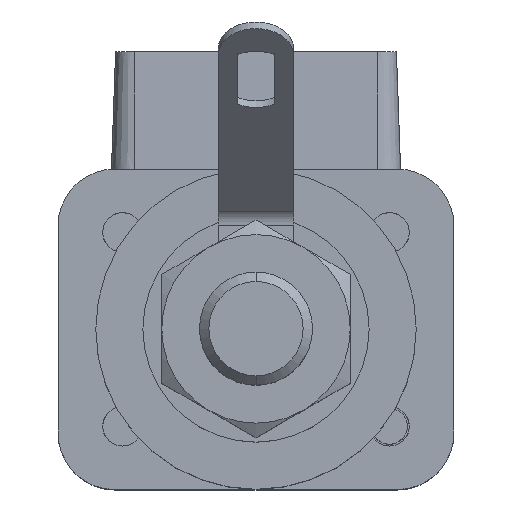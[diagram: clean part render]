
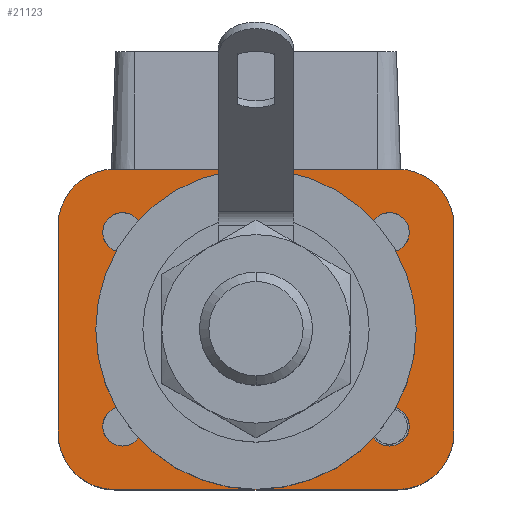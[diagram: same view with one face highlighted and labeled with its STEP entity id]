
A CAD part, top view. The second image highlights one B-rep face of the part: STEP entity #21123.
In plain terms, the highlighted planar face has unit normal (0, 0, 1).
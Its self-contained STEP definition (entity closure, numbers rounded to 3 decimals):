
#20139=DIRECTION('',(0.,-1.,0.));
#20140=VECTOR('',#20139,11.);
#20141=CARTESIAN_POINT('',(-10.5,5.5,2.));
#20142=LINE('',#20141,#20140);
#20143=CARTESIAN_POINT('',(-7.5,5.5,2.));
#20144=DIRECTION('',(0.,0.,1.));
#20145=DIRECTION('',(0.,1.,0.));
#20146=AXIS2_PLACEMENT_3D('',#20143,#20144,#20145);
#20148=DIRECTION('',(-1.,0.,0.));
#20149=VECTOR('',#20148,15.);
#20150=CARTESIAN_POINT('',(7.5,8.5,2.));
#20151=LINE('',#20150,#20149);
#20152=CARTESIAN_POINT('',(7.5,5.5,2.));
#20153=DIRECTION('',(0.,0.,1.));
#20154=DIRECTION('',(1.,0.,0.));
#20155=AXIS2_PLACEMENT_3D('',#20152,#20153,#20154);
#20157=DIRECTION('',(0.,1.,0.));
#20158=VECTOR('',#20157,11.);
#20159=CARTESIAN_POINT('',(10.5,-5.5,2.));
#20160=LINE('',#20159,#20158);
#20161=CARTESIAN_POINT('',(7.5,-5.5,2.));
#20162=DIRECTION('',(0.,0.,1.));
#20163=DIRECTION('',(0.,-1.,0.));
#20164=AXIS2_PLACEMENT_3D('',#20161,#20162,#20163);
#20166=DIRECTION('',(1.,0.,0.));
#20167=VECTOR('',#20166,15.);
#20168=CARTESIAN_POINT('',(-7.5,-8.5,2.));
#20169=LINE('',#20168,#20167);
#20170=CARTESIAN_POINT('',(-7.5,-5.5,2.));
#20171=DIRECTION('',(0.,0.,1.));
#20172=DIRECTION('',(-1.,0.,0.));
#20173=AXIS2_PLACEMENT_3D('',#20170,#20171,#20172);
#20175=CARTESIAN_POINT('',(0.,-4.5,2.));
#20176=DIRECTION('',(0.,0.,1.));
#20177=DIRECTION('',(-1.,-0.009,0.));
#20178=AXIS2_PLACEMENT_3D('',#20175,#20176,#20177);
#20180=CARTESIAN_POINT('',(-7.079,5.143,2.));
#20181=DIRECTION('',(0.,0.,-1.));
#20182=DIRECTION('',(-1.,0.,0.));
#20183=AXIS2_PLACEMENT_3D('',#20180,#20181,#20182);
#20185=CARTESIAN_POINT('',(-7.079,5.143,2.));
#20186=DIRECTION('',(0.,0.,-1.));
#20187=DIRECTION('',(1.,0.,0.));
#20188=AXIS2_PLACEMENT_3D('',#20185,#20186,#20187);
#20190=CARTESIAN_POINT('',(7.079,5.143,2.));
#20191=DIRECTION('',(0.,0.,-1.));
#20192=DIRECTION('',(-1.,0.,0.));
#20193=AXIS2_PLACEMENT_3D('',#20190,#20191,#20192);
#20195=CARTESIAN_POINT('',(7.079,5.143,2.));
#20196=DIRECTION('',(0.,0.,-1.));
#20197=DIRECTION('',(1.,0.,0.));
#20198=AXIS2_PLACEMENT_3D('',#20195,#20196,#20197);
#20200=CARTESIAN_POINT('',(-7.079,-5.143,2.));
#20201=DIRECTION('',(0.,0.,-1.));
#20202=DIRECTION('',(-1.,0.,0.));
#20203=AXIS2_PLACEMENT_3D('',#20200,#20201,#20202);
#20205=CARTESIAN_POINT('',(-7.079,-5.143,2.));
#20206=DIRECTION('',(0.,0.,-1.));
#20207=DIRECTION('',(1.,0.,0.));
#20208=AXIS2_PLACEMENT_3D('',#20205,#20206,#20207);
#20210=CARTESIAN_POINT('',(7.079,-5.143,2.));
#20211=DIRECTION('',(0.,0.,-1.));
#20212=DIRECTION('',(-1.,0.,0.));
#20213=AXIS2_PLACEMENT_3D('',#20210,#20211,#20212);
#20215=CARTESIAN_POINT('',(7.079,-5.143,2.));
#20216=DIRECTION('',(0.,0.,-1.));
#20217=DIRECTION('',(1.,0.,0.));
#20218=AXIS2_PLACEMENT_3D('',#20215,#20216,#20217);
#20220=CARTESIAN_POINT('',(0.,0.,2.));
#20221=DIRECTION('',(0.,0.,-1.));
#20222=DIRECTION('',(-0.388,-0.922,0.));
#20223=AXIS2_PLACEMENT_3D('',#20220,#20221,#20222);
#20601=CARTESIAN_POINT('',(-10.5,5.5,2.));
#20602=CARTESIAN_POINT('',(-10.5,-5.5,2.));
#20603=VERTEX_POINT('',#20601);
#20604=VERTEX_POINT('',#20602);
#20605=CARTESIAN_POINT('',(-7.5,-8.5,2.));
#20606=VERTEX_POINT('',#20605);
#20607=CARTESIAN_POINT('',(7.5,-8.5,2.));
#20608=VERTEX_POINT('',#20607);
#20609=CARTESIAN_POINT('',(10.5,-5.5,2.));
#20610=VERTEX_POINT('',#20609);
#20611=CARTESIAN_POINT('',(10.5,5.5,2.));
#20612=VERTEX_POINT('',#20611);
#20613=CARTESIAN_POINT('',(7.5,8.5,2.));
#20614=VERTEX_POINT('',#20613);
#20615=CARTESIAN_POINT('',(-7.5,8.5,2.));
#20616=VERTEX_POINT('',#20615);
#20617=CARTESIAN_POINT('',(-1.9,-4.517,2.));
#20618=CARTESIAN_POINT('',(1.9,-4.517,2.));
#20619=VERTEX_POINT('',#20617);
#20620=VERTEX_POINT('',#20618);
#20769=CARTESIAN_POINT('',(-8.129,5.143,2.));
#20770=CARTESIAN_POINT('',(-6.029,5.143,2.));
#20771=VERTEX_POINT('',#20769);
#20772=VERTEX_POINT('',#20770);
#20773=CARTESIAN_POINT('',(6.029,5.143,2.));
#20774=CARTESIAN_POINT('',(8.129,5.143,2.));
#20775=VERTEX_POINT('',#20773);
#20776=VERTEX_POINT('',#20774);
#20777=CARTESIAN_POINT('',(-8.129,-5.143,2.));
#20778=CARTESIAN_POINT('',(-6.029,-5.143,2.));
#20779=VERTEX_POINT('',#20777);
#20780=VERTEX_POINT('',#20778);
#20781=CARTESIAN_POINT('',(6.029,-5.143,2.));
#20782=CARTESIAN_POINT('',(8.129,-5.143,2.));
#20783=VERTEX_POINT('',#20781);
#20784=VERTEX_POINT('',#20782);
#21078=CARTESIAN_POINT('',(0.,0.,2.));
#21079=DIRECTION('',(0.,0.,1.));
#21080=DIRECTION('',(1.,0.,0.));
#21081=AXIS2_PLACEMENT_3D('',#21078,#21079,#21080);
#21082=PLANE('',#21081);
#21083=ORIENTED_EDGE('',*,*,#20918,.F.);
#21084=ORIENTED_EDGE('',*,*,#20940,.F.);
#21085=ORIENTED_EDGE('',*,*,#20961,.F.);
#21086=ORIENTED_EDGE('',*,*,#20982,.F.);
#21087=ORIENTED_EDGE('',*,*,#21003,.F.);
#21088=ORIENTED_EDGE('',*,*,#21024,.F.);
#21089=ORIENTED_EDGE('',*,*,#21045,.F.);
#21090=ORIENTED_EDGE('',*,*,#21065,.F.);
#21091=EDGE_LOOP('',(#21083,#21084,#21085,#21086,#21087,#21088,#21089,#21090));
#21092=FACE_OUTER_BOUND('',#21091,.F.);
#21094=ORIENTED_EDGE('',*,*,#21093,.T.);
#21096=ORIENTED_EDGE('',*,*,#21095,.F.);
#21097=EDGE_LOOP('',(#21094,#21096));
#21098=FACE_BOUND('',#21097,.F.);
#21100=ORIENTED_EDGE('',*,*,#21099,.F.);
#21102=ORIENTED_EDGE('',*,*,#21101,.F.);
#21103=EDGE_LOOP('',(#21100,#21102));
#21104=FACE_BOUND('',#21103,.F.);
#21106=ORIENTED_EDGE('',*,*,#21105,.F.);
#21108=ORIENTED_EDGE('',*,*,#21107,.F.);
#21109=EDGE_LOOP('',(#21106,#21108));
#21110=FACE_BOUND('',#21109,.F.);
#21112=ORIENTED_EDGE('',*,*,#21111,.F.);
#21114=ORIENTED_EDGE('',*,*,#21113,.F.);
#21115=EDGE_LOOP('',(#21112,#21114));
#21116=FACE_BOUND('',#21115,.F.);
#21118=ORIENTED_EDGE('',*,*,#21117,.F.);
#21120=ORIENTED_EDGE('',*,*,#21119,.F.);
#21121=EDGE_LOOP('',(#21118,#21120));
#21122=FACE_BOUND('',#21121,.F.);
#21123=ADVANCED_FACE('',(#21092,#21098,#21104,#21110,#21116,#21122),#21082,.T.);
#20147=CIRCLE('',#20146,3.);
#20156=CIRCLE('',#20155,3.);
#20165=CIRCLE('',#20164,3.);
#20174=CIRCLE('',#20173,3.);
#20179=CIRCLE('',#20178,1.9);
#20184=CIRCLE('',#20183,1.05);
#20189=CIRCLE('',#20188,1.05);
#20194=CIRCLE('',#20193,1.05);
#20199=CIRCLE('',#20198,1.05);
#20204=CIRCLE('',#20203,1.05);
#20209=CIRCLE('',#20208,1.05);
#20214=CIRCLE('',#20213,1.05);
#20219=CIRCLE('',#20218,1.05);
#20224=CIRCLE('',#20223,4.9);
#20918=EDGE_CURVE('',#20603,#20604,#20142,.T.);
#20940=EDGE_CURVE('',#20616,#20603,#20147,.T.);
#20961=EDGE_CURVE('',#20614,#20616,#20151,.T.);
#20982=EDGE_CURVE('',#20612,#20614,#20156,.T.);
#21003=EDGE_CURVE('',#20610,#20612,#20160,.T.);
#21024=EDGE_CURVE('',#20608,#20610,#20165,.T.);
#21045=EDGE_CURVE('',#20606,#20608,#20169,.T.);
#21065=EDGE_CURVE('',#20604,#20606,#20174,.T.);
#21093=EDGE_CURVE('',#20619,#20620,#20179,.T.);
#21095=EDGE_CURVE('',#20619,#20620,#20224,.T.);
#21099=EDGE_CURVE('',#20771,#20772,#20184,.T.);
#21101=EDGE_CURVE('',#20772,#20771,#20189,.T.);
#21105=EDGE_CURVE('',#20775,#20776,#20194,.T.);
#21107=EDGE_CURVE('',#20776,#20775,#20199,.T.);
#21111=EDGE_CURVE('',#20779,#20780,#20204,.T.);
#21113=EDGE_CURVE('',#20780,#20779,#20209,.T.);
#21117=EDGE_CURVE('',#20783,#20784,#20214,.T.);
#21119=EDGE_CURVE('',#20784,#20783,#20219,.T.);
